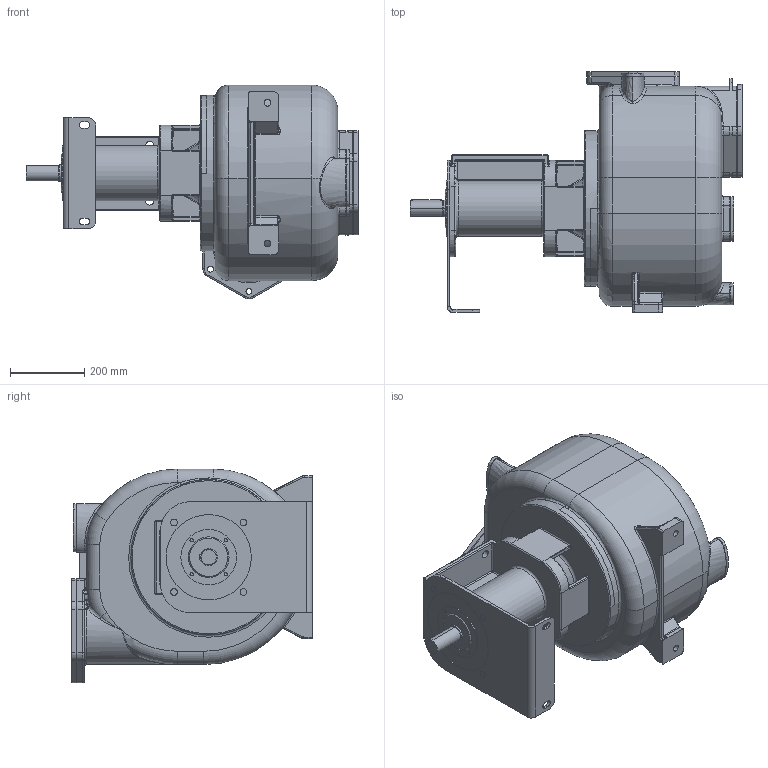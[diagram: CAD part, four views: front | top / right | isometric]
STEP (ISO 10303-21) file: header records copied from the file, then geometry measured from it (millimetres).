
FILE_DESCRIPTION((''),'2;1');
FILE_NAME('S170_B','2022-11-04T15:00:49',('Nicola'),(''),'CREO PARAMETRIC BY PTC INC, 2020354','CREO PARAMETRIC BY PTC INC, 2020354','');
FILE_SCHEMA(('CONFIG_CONTROL_DESIGN'));
Products named in the file (1): S170_B
Bounding box: 896.5 x 650 x 577.47 mm (x, y, z)
Volume: 107452361.4 mm3; surface area: 2326415.5 mm2
Topology: 3 solids, 3 shells, 1052 faces, 2488 edges, 1484 vertices
Faces by surface type: cylinder 427, plane 243, bspline 195, torus 134, cone 32, sphere 17, extrusion 4
Entity records: 51163 total; most frequent: CARTESIAN_POINT 27747, ORIENTED_EDGE 4960, DIRECTION 4862, EDGE_CURVE 2480, AXIS2_PLACEMENT_3D 2008, VERTEX_POINT 1484, EDGE_LOOP 1166, CIRCLE 1151
